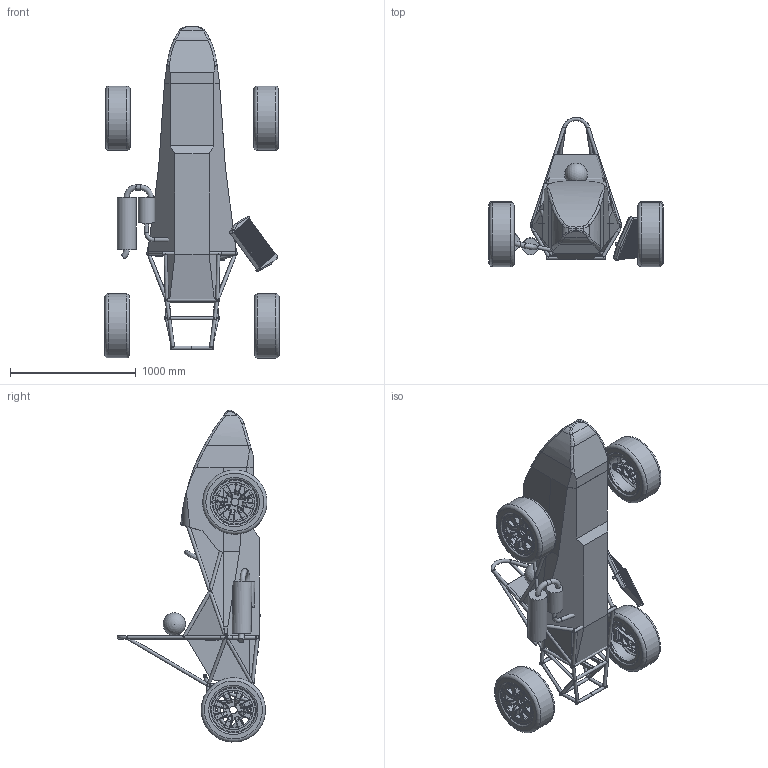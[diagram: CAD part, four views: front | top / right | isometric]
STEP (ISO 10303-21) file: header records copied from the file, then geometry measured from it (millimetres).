
FILE_DESCRIPTION(/* description */ (''),/* implementation_level */ '2;1');
FILE_NAME(/* name */ 'Final_Assembly.stp',/* time_stamp */ '2017-11-02T16:46:53+09:00',/* author */ ('kuwano'),/* organization */ (''),/* preprocessor_version */ 'ST-DEVELOPER v16.13',/* originating_system */ 'Autodesk Inventor 2018',/* authorisation */ '');
FILE_SCHEMA (('AUTOMOTIVE_DESIGN { 1 0 10303 214 3 1 1 }'));
Length unit declared in the file: millimetre
Products named in the file (22): Final_Assembly; KS-14_SLow_replace; final_assembly_2017_SuperUltraLow; frame3kaiseki_retutch; F-Upright; Ｆｒｏｎｔ　ｕｐｌｉｇｈｔ; R-Upright; Rear Upright 4.16; driver; steering assembly; 2016S.S.Wheel; F-Upright_MIR1; Ｆｒｏｎｔ　ｕｐｌｉｇｈｔ_
MIR1; R-Upright_MIR2; Rear Upright 4.16_MIR2; 2017 exhaust assembly_retouch; kaul_retouch; newbody; radiator 2014 kaiseki; wall; wall_MIR1; 2015Wheel watanabe
Assembly tree (24 placements, depth 5):
  Final_Assembly
    KS-14_SLow_replace
      final_assembly_2017_SuperUltraLow
        frame3kaiseki_retutch
        F-Upright
          Ｆｒｏｎｔ　ｕｐｌｉｇｈｔ
        R-Upright
          Rear Upright 4.16
        driver
        steering assembly
          2016S.S.Wheel
        F-Upright_MIR1
          Ｆｒｏｎｔ　ｕｐｌｉｇｈｔ_
MIR1
        R-Upright_MIR2
          Rear Upright 4.16_MIR2
        2017 exhaust assembly_retouch
        kaul_retouch
        newbody
        radiator 2014 kaiseki
        wall
        wall_MIR1
        2015Wheel watanabe  x4
Bounding box: 1382.46 x 1189.07 x 2635.36 mm (x, y, z)
Volume: 533140310.3 mm3; surface area: 19503098.8 mm2
Topology: 105 solids, 107 shells, 2303 faces, 5942 edges, 3844 vertices
Faces by surface type: cylinder 1067, plane 875, torus 203, bspline 110, cone 43, sphere 5
Full cylindrical faces by diameter (mm): 5 x3, 6 x12, 8 x8, 12.5 x20, 18.2 x1, 20 x1, 22.2 x10, 22.6 x2, 23 x28, 23.919 x1, 23.949 x1, 24 x4, 24.128 x1, 24.27 x1, 24.621 x1, 25.4 x59, 25.985 x1, 26.2 x3, 27.2 x1, 28.385 x1, 28.6 x11, 31.8 x2, 42 x1, 60 x4, 66 x4, 72 x8, 75 x4, 92 x2, 96 x2, 132 x1
Entity records: 57355 total; most frequent: CARTESIAN_POINT 21589, DIRECTION 7396, ORIENTED_EDGE 6834, EDGE_CURVE 3417, AXIS2_PLACEMENT_3D 2921, VERTEX_POINT 2368, EDGE_LOOP 1989, LINE 1554
